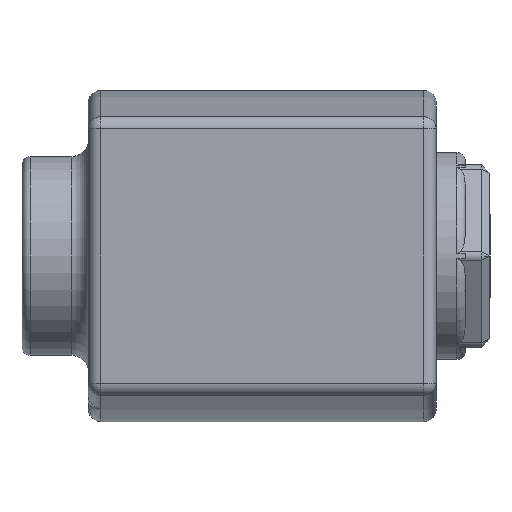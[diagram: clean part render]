
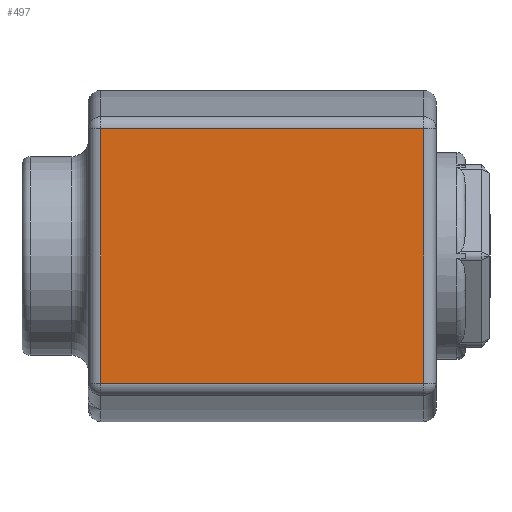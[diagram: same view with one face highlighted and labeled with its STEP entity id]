
A CAD part, left-side view. The second image highlights one B-rep face of the part: STEP entity #497.
In plain terms, the highlighted planar face has unit normal (-1, 0, 0).
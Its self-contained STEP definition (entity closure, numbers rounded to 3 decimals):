
#430=CARTESIAN_POINT('',(-24.,40.5,-15.374));
#431=VERTEX_POINT('',#430);
#432=CARTESIAN_POINT('',(-24.,1.5,-15.374));
#433=VERTEX_POINT('',#432);
#434=CARTESIAN_POINT('',(-24.,40.5,-15.374));
#435=DIRECTION('',(0.,-1.,-0.));
#436=VECTOR('',#435,39.);
#437=LINE('',#434,#436);
#438=EDGE_CURVE('NONE',#431,#433,#437,.T.);
#467=CARTESIAN_POINT('',(-24.,42.,15.374));
#468=DIRECTION('',(1.,0.,0.));
#469=DIRECTION('',(0.,0.,-1.));
#470=AXIS2_PLACEMENT_3D('',#467,#468,#469);
#471=PLANE('',#470);
#472=CARTESIAN_POINT('',(-24.,40.5,15.374));
#473=VERTEX_POINT('',#472);
#474=CARTESIAN_POINT('',(-24.,1.5,15.374));
#475=VERTEX_POINT('',#474);
#476=CARTESIAN_POINT('',(-24.,40.5,15.374));
#477=DIRECTION('',(0.,-1.,-0.));
#478=VECTOR('',#477,39.);
#479=LINE('',#476,#478);
#480=EDGE_CURVE('NONE',#473,#475,#479,.T.);
#481=ORIENTED_EDGE('',*,*,#480,.F.);
#482=CARTESIAN_POINT('',(-24.,40.5,15.374));
#483=DIRECTION('',(0.,0.,-1.));
#484=VECTOR('',#483,30.748);
#485=LINE('',#482,#484);
#486=EDGE_CURVE('NONE',#473,#431,#485,.T.);
#487=ORIENTED_EDGE('',*,*,#486,.T.);
#488=ORIENTED_EDGE('',*,*,#438,.T.);
#489=CARTESIAN_POINT('',(-24.,1.5,-15.374));
#490=DIRECTION('',(-0.,-0.,1.));
#491=VECTOR('',#490,30.748);
#492=LINE('',#489,#491);
#493=EDGE_CURVE('NONE',#433,#475,#492,.T.);
#494=ORIENTED_EDGE('',*,*,#493,.T.);
#495=EDGE_LOOP('',(#481,#487,#488,#494));
#496=FACE_BOUND('',#495,.T.);
#497=ADVANCED_FACE('NONE',(#496),#471,.F.);
